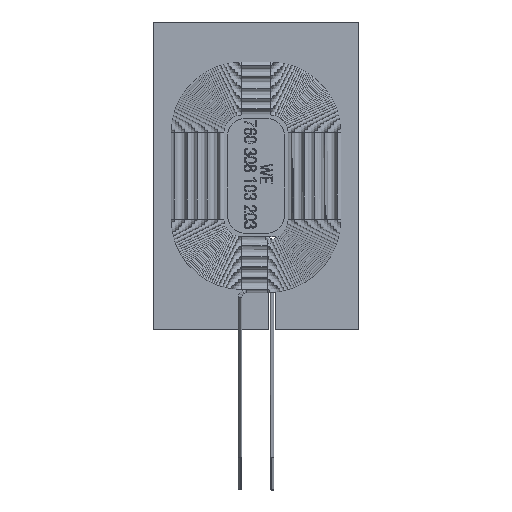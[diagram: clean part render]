
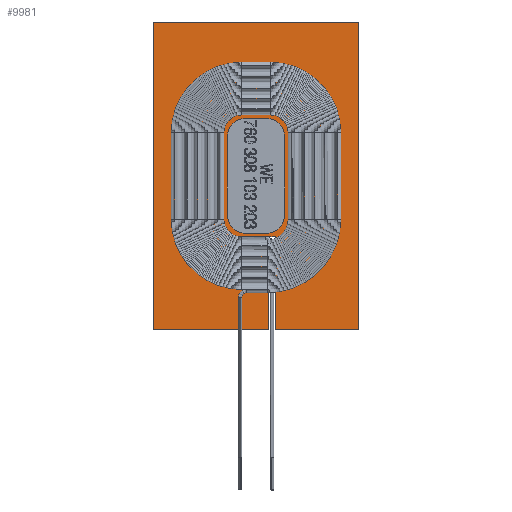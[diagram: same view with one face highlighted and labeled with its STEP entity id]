
A CAD part, top view. The second image highlights one B-rep face of the part: STEP entity #9981.
In plain terms, the highlighted planar face has unit normal (0, 0, 1).
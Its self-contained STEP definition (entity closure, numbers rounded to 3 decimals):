
#4498=ORIENTED_EDGE('',*,*,#5981,.T.);
#4499=ORIENTED_EDGE('',*,*,#5982,.T.);
#4500=ORIENTED_EDGE('',*,*,#5983,.T.);
#4501=ORIENTED_EDGE('',*,*,#5984,.T.);
#4502=ORIENTED_EDGE('',*,*,#5985,.T.);
#4503=ORIENTED_EDGE('',*,*,#5986,.T.);
#4504=ORIENTED_EDGE('',*,*,#5987,.T.);
#4505=ORIENTED_EDGE('',*,*,#5988,.T.);
#5981=EDGE_CURVE('',#6787,#6788,#7216,.T.);
#5982=EDGE_CURVE('',#6788,#6789,#7217,.T.);
#5983=EDGE_CURVE('',#6789,#6790,#7218,.T.);
#5984=EDGE_CURVE('',#6790,#6791,#7219,.T.);
#5985=EDGE_CURVE('',#6791,#6792,#7220,.T.);
#5986=EDGE_CURVE('',#6792,#6793,#7221,.T.);
#5987=EDGE_CURVE('',#6793,#6794,#7222,.T.);
#5988=EDGE_CURVE('',#6794,#6787,#7223,.T.);
#6787=VERTEX_POINT('',#25380);
#6788=VERTEX_POINT('',#25381);
#6789=VERTEX_POINT('',#25383);
#6790=VERTEX_POINT('',#25385);
#6791=VERTEX_POINT('',#25387);
#6792=VERTEX_POINT('',#25389);
#6793=VERTEX_POINT('',#25391);
#6794=VERTEX_POINT('',#25393);
#7216=LINE('',#25379,#7653);
#7217=LINE('',#25382,#7654);
#7218=LINE('',#25384,#7655);
#7219=LINE('',#25386,#7656);
#7220=LINE('',#25388,#7657);
#7221=LINE('',#25390,#7658);
#7222=LINE('',#25392,#7659);
#7223=LINE('',#25394,#7660);
#7653=VECTOR('',#19546,1000.);
#7654=VECTOR('',#19547,1000.);
#7655=VECTOR('',#19548,1000.);
#7656=VECTOR('',#19549,1000.);
#7657=VECTOR('',#19550,1000.);
#7658=VECTOR('',#19551,1000.);
#7659=VECTOR('',#19552,1000.);
#7660=VECTOR('',#19553,1000.);
#8410=EDGE_LOOP('',(#4498,#4499,#4500,#4501,#4502,#4503,#4504,#4505));
#9153=FACE_BOUND('',#8410,.T.);
#9277=PLANE('',#16206);
#9981=ADVANCED_FACE('',(#9153),#9277,.T.);
#16206=AXIS2_PLACEMENT_3D('',#25378,#19544,#19545);
#19544=DIRECTION('',(0.,0.,1.));
#19545=DIRECTION('',(1.,0.,0.));
#19546=DIRECTION('',(0.,-1.,0.));
#19547=DIRECTION('',(1.,0.,0.));
#19548=DIRECTION('',(0.,1.,0.));
#19549=DIRECTION('',(-1.,0.,0.));
#19550=DIRECTION('',(0.,1.,0.));
#19551=DIRECTION('',(1.,0.,0.));
#19552=DIRECTION('',(0.,1.,0.));
#19553=DIRECTION('',(-1.,0.,0.));
#25378=CARTESIAN_POINT('',(0.,0.,0.3));
#25379=CARTESIAN_POINT('',(-24.,16.,0.3));
#25380=CARTESIAN_POINT('',(-24.,16.,0.3));
#25381=CARTESIAN_POINT('',(-24.,-16.,0.3));
#25382=CARTESIAN_POINT('',(-24.,-16.,0.3));
#25383=CARTESIAN_POINT('',(24.,-16.,0.3));
#25384=CARTESIAN_POINT('',(24.,-16.,0.3));
#25385=CARTESIAN_POINT('',(24.,2.,0.3));
#25386=CARTESIAN_POINT('',(9.5,2.,0.3));
#25387=CARTESIAN_POINT('',(9.5,2.,0.3));
#25388=CARTESIAN_POINT('',(9.5,3.,0.3));
#25389=CARTESIAN_POINT('',(9.5,3.,0.3));
#25390=CARTESIAN_POINT('',(24.,3.,0.3));
#25391=CARTESIAN_POINT('',(24.,3.,0.3));
#25392=CARTESIAN_POINT('',(24.,3.,0.3));
#25393=CARTESIAN_POINT('',(24.,16.,0.3));
#25394=CARTESIAN_POINT('',(24.,16.,0.3));
